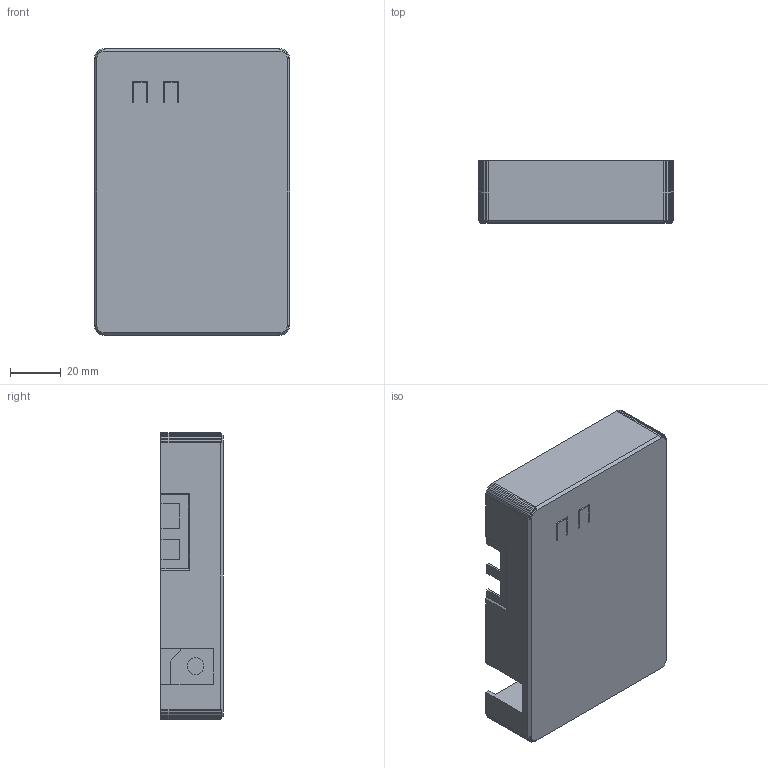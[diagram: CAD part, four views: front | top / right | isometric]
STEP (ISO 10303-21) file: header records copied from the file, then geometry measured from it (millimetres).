
FILE_DESCRIPTION(('FreeCAD Model'),'2;1');
FILE_NAME('Open CASCADE Shape Model','2024-12-07T15:10:46',(''),(''), 'Open CASCADE STEP processor 7.8','FreeCAD','Unknown');
FILE_SCHEMA(('AUTOMOTIVE_DESIGN { 1 0 10303 214 1 1 1 1 }'));
Length unit declared in the file: millimetre
Products named in the file (1): Cut001
Bounding box: 76.7 x 24.4 x 112.6 mm (x, y, z)
Volume: 38240.8 mm3; surface area: 36801.5 mm2
Topology: 1 solids, 1 shells, 696 faces, 2047 edges, 1366 vertices
Faces by surface type: plane 692, cylinder 4
Full cylindrical faces by diameter (mm): 4 x4
Entity records: 22836 total; most frequent: CARTESIAN_POINT 4110, ORIENTED_EDGE 4094, DIRECTION 3580, EDGE_CURVE 2047, LINE 1908, VECTOR 1908, VERTEX_POINT 1366, AXIS2_PLACEMENT_3D 836
